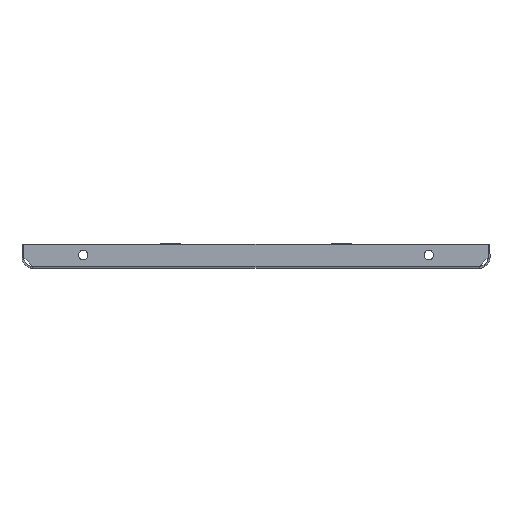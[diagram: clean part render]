
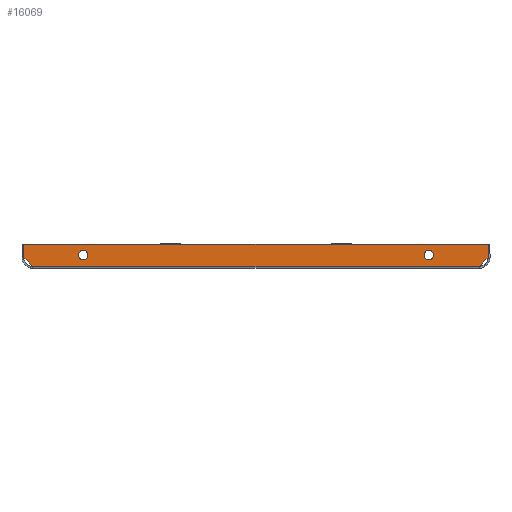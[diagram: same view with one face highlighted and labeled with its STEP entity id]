
A CAD part, front view. The second image highlights one B-rep face of the part: STEP entity #16069.
In plain terms, the highlighted planar face has unit normal (0, -1, 0).
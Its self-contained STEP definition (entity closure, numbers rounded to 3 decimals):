
#585 = DIRECTION ( 'NONE',  ( 0., 0., 1. ) ) ;
#586 = DIRECTION ( 'NONE',  ( 0., 1., 0. ) ) ;
#587 = PLANE ( 'NONE',  #23144 ) ;
#588 = CARTESIAN_POINT ( 'NONE',  ( -195.5, -877.5, 20. ) ) ;
#1149 = AXIS2_PLACEMENT_3D ( 'NONE', #30004, #30003, #30002 ) ;
#1157 = AXIS2_PLACEMENT_3D ( 'NONE', #29982, #29975, #29976 ) ;
#5712 = EDGE_LOOP ( 'NONE', ( #33119, #32819, #33116, #33124, #32820, #33118 ) ) ;
#5835 = EDGE_LOOP ( 'NONE', ( #33126, #32821 ) ) ;
#5837 = EDGE_LOOP ( 'NONE', ( #33120, #33128 ) ) ;
#6002 = CIRCLE ( 'NONE', #1149, 4. ) ;
#6007 = VECTOR ( 'NONE', #29974, 1000. ) ;
#6014 = VECTOR ( 'NONE', #29968, 1000. ) ;
#6047 = LINE ( 'NONE', #29979, #6007 ) ;
#6053 = LINE ( 'NONE', #30091, #6323 ) ;
#6319 = LINE ( 'NONE', #29981, #6014 ) ;
#6323 = VECTOR ( 'NONE', #30088, 1000. ) ;
#6344 = LINE ( 'NONE', #30031, #6353 ) ;
#6348 = VECTOR ( 'NONE', #29972, 1000. ) ;
#6353 = VECTOR ( 'NONE', #30030, 1000. ) ;
#6361 = CIRCLE ( 'NONE', #1157, 4. ) ;
#6367 = LINE ( 'NONE', #29967, #6348 ) ;
#6572 = CIRCLE ( 'NONE', #8109, 4. ) ;
#6585 = VECTOR ( 'NONE', #29857, 1000. ) ;
#6591 = LINE ( 'NONE', #29759, #6585 ) ;
#6624 = CIRCLE ( 'NONE', #8085, 4. ) ;
#6992 = CARTESIAN_POINT ( 'NONE',  ( -145.5, -877.5, 7. ) ) ;
#7004 = CARTESIAN_POINT ( 'NONE',  ( -195.4, -877.5, 8.9 ) ) ;
#7052 = CARTESIAN_POINT ( 'NONE',  ( -145.5, -877.5, 15. ) ) ;
#7131 = CARTESIAN_POINT ( 'NONE',  ( 145.5, -877.5, 7. ) ) ;
#7179 = CARTESIAN_POINT ( 'NONE',  ( -195.4, -877.5, 20. ) ) ;
#7203 = CARTESIAN_POINT ( 'NONE',  ( 195.4, -877.5, 8.9 ) ) ;
#7287 = CARTESIAN_POINT ( 'NONE',  ( -188.016, -877.5, 1.51 ) ) ;
#7726 = CARTESIAN_POINT ( 'NONE',  ( 195.4, -877.5, 20. ) ) ;
#7788 = CARTESIAN_POINT ( 'NONE',  ( 145.5, -877.5, 15. ) ) ;
#7985 = CARTESIAN_POINT ( 'NONE',  ( 188.016, -877.5, 1.51 ) ) ;
#8085 = AXIS2_PLACEMENT_3D ( 'NONE', #29105, #29120, #29118 ) ;
#8109 = AXIS2_PLACEMENT_3D ( 'NONE', #29803, #29806, #29821 ) ;
#16069 = ADVANCED_FACE ( 'NONE', ( #31528, #31513, #31511 ), #587, .F. ) ;
#18240 = EDGE_CURVE ( 'NONE', #25299, #25181, #6002, .T. ) ;
#18247 = EDGE_CURVE ( 'NONE', #25003, #25116, #6047, .T. ) ;
#18248 = EDGE_CURVE ( 'NONE', #25220, #25320, #6361, .T. ) ;
#18249 = EDGE_CURVE ( 'NONE', #25054, #25277, #6319, .T. ) ;
#18251 = EDGE_CURVE ( 'NONE', #25003, #25131, #6367, .T. ) ;
#18258 = EDGE_CURVE ( 'NONE', #25116, #25277, #6344, .T. ) ;
#18264 = EDGE_CURVE ( 'NONE', #25054, #25016, #6053, .T. ) ;
#18361 = EDGE_CURVE ( 'NONE', #25320, #25220, #6624, .T. ) ;
#18400 = EDGE_CURVE ( 'NONE', #25131, #25016, #6591, .T. ) ;
#18408 = EDGE_CURVE ( 'NONE', #25181, #25299, #6572, .T. ) ;
#23144 = AXIS2_PLACEMENT_3D ( 'NONE', #588, #586, #585 ) ;
#25003 = VERTEX_POINT ( 'NONE', #7203 ) ;
#25016 = VERTEX_POINT ( 'NONE', #7179 ) ;
#25054 = VERTEX_POINT ( 'NONE', #7004 ) ;
#25116 = VERTEX_POINT ( 'NONE', #7985 ) ;
#25131 = VERTEX_POINT ( 'NONE', #7726 ) ;
#25181 = VERTEX_POINT ( 'NONE', #7131 ) ;
#25220 = VERTEX_POINT ( 'NONE', #6992 ) ;
#25277 = VERTEX_POINT ( 'NONE', #7287 ) ;
#25299 = VERTEX_POINT ( 'NONE', #7788 ) ;
#25320 = VERTEX_POINT ( 'NONE', #7052 ) ;
#29105 = CARTESIAN_POINT ( 'NONE',  ( -145.5, -877.5, 11. ) ) ;
#29118 = DIRECTION ( 'NONE',  ( 0., 0., 1. ) ) ;
#29120 = DIRECTION ( 'NONE',  ( 0., -1., 0. ) ) ;
#29759 = CARTESIAN_POINT ( 'NONE',  ( -195.5, -877.5, 20. ) ) ;
#29803 = CARTESIAN_POINT ( 'NONE',  ( 145.5, -877.5, 11. ) ) ;
#29806 = DIRECTION ( 'NONE',  ( 0., 1., 0. ) ) ;
#29821 = DIRECTION ( 'NONE',  ( 0., 0., 1. ) ) ;
#29857 = DIRECTION ( 'NONE',  ( -1., 0., 0. ) ) ;
#29967 = CARTESIAN_POINT ( 'NONE',  ( 195.4, -877.5, 1.51 ) ) ;
#29968 = DIRECTION ( 'NONE',  ( 0.707, 0., -0.707 ) ) ;
#29972 = DIRECTION ( 'NONE',  ( 0., 0., 1. ) ) ;
#29974 = DIRECTION ( 'NONE',  ( -0.707, 0., -0.707 ) ) ;
#29975 = DIRECTION ( 'NONE',  ( 0., -1., 0. ) ) ;
#29976 = DIRECTION ( 'NONE',  ( 0., 0., 1. ) ) ;
#29979 = CARTESIAN_POINT ( 'NONE',  ( 5.649, -877.5, -180.996 ) ) ;
#29981 = CARTESIAN_POINT ( 'NONE',  ( -201., -877.5, 14.504 ) ) ;
#29982 = CARTESIAN_POINT ( 'NONE',  ( -145.5, -877.5, 11. ) ) ;
#30002 = DIRECTION ( 'NONE',  ( 0., 0., 1. ) ) ;
#30003 = DIRECTION ( 'NONE',  ( 0., 1., 0. ) ) ;
#30004 = CARTESIAN_POINT ( 'NONE',  ( 145.5, -877.5, 11. ) ) ;
#30030 = DIRECTION ( 'NONE',  ( -1., 0., 0. ) ) ;
#30031 = CARTESIAN_POINT ( 'NONE',  ( -195.5, -877.5, 1.51 ) ) ;
#30088 = DIRECTION ( 'NONE',  ( 0., 0., 1. ) ) ;
#30091 = CARTESIAN_POINT ( 'NONE',  ( -195.4, -877.5, 1.51 ) ) ;
#31511 = FACE_BOUND ( 'NONE', #5837, .T. ) ;
#31513 = FACE_BOUND ( 'NONE', #5835, .T. ) ;
#31528 = FACE_OUTER_BOUND ( 'NONE', #5712, .T. ) ;
#32819 = ORIENTED_EDGE ( 'NONE', *, *, #18249, .T. ) ;
#32820 = ORIENTED_EDGE ( 'NONE', *, *, #18251, .T. ) ;
#32821 = ORIENTED_EDGE ( 'NONE', *, *, #18408, .T. ) ;
#33116 = ORIENTED_EDGE ( 'NONE', *, *, #18258, .F. ) ;
#33118 = ORIENTED_EDGE ( 'NONE', *, *, #18400, .T. ) ;
#33119 = ORIENTED_EDGE ( 'NONE', *, *, #18264, .F. ) ;
#33120 = ORIENTED_EDGE ( 'NONE', *, *, #18361, .F. ) ;
#33124 = ORIENTED_EDGE ( 'NONE', *, *, #18247, .F. ) ;
#33126 = ORIENTED_EDGE ( 'NONE', *, *, #18240, .T. ) ;
#33128 = ORIENTED_EDGE ( 'NONE', *, *, #18248, .F. ) ;
